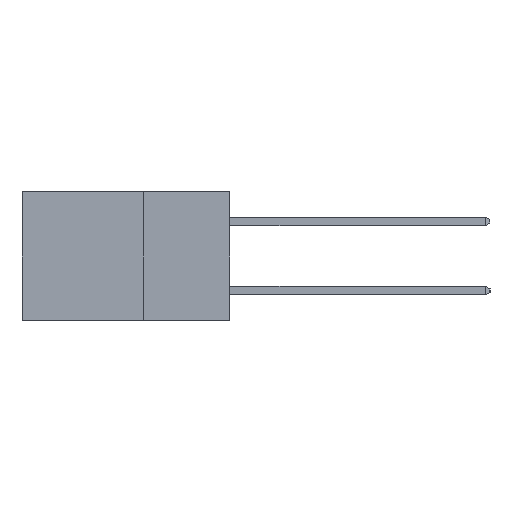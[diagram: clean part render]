
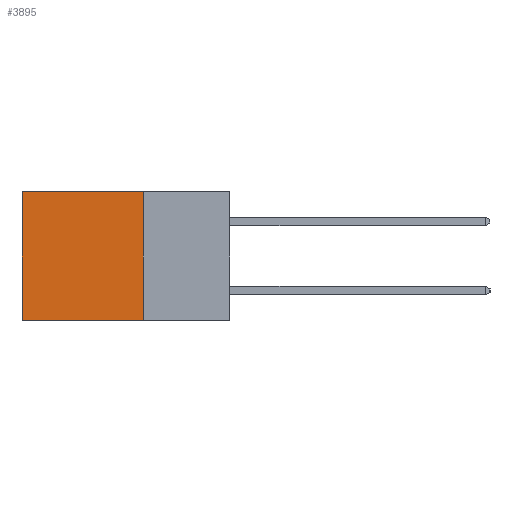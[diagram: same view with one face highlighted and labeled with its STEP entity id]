
A CAD part, left-side view. The second image highlights one B-rep face of the part: STEP entity #3895.
In plain terms, the highlighted planar face has unit normal (-1, 0, 0).
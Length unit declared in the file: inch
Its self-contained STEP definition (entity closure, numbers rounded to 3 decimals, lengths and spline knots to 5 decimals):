
#1218 = EDGE_CURVE ( 'NONE', #6639, #14670, #4264, .T. ) ;
#2501 = DIRECTION ( 'NONE',  ( 0., 0., -1. ) ) ;
#2562 = DIRECTION ( 'NONE',  ( 1., 0., 0. ) ) ;
#2635 = CARTESIAN_POINT ( 'NONE',  ( 0.2615, 0.25, -0.37 ) ) ;
#2661 = PLANE ( 'NONE',  #7559 ) ;
#2921 = CARTESIAN_POINT ( 'NONE',  ( 0.2615, 0.25, 0. ) ) ;
#3084 = FACE_OUTER_BOUND ( 'NONE', #13000, .T. ) ;
#3199 = DIRECTION ( 'NONE',  ( 0., 0., -1. ) ) ;
#3725 = VECTOR ( 'NONE', #9716, 39.37008 ) ;
#3895 = ADVANCED_FACE ( 'NONE', ( #3084 ), #2661, .F. ) ;
#4264 = LINE ( 'NONE', #8180, #3725 ) ;
#4575 = EDGE_CURVE ( 'NONE', #11756, #16674, #15397, .T. ) ;
#4677 = CARTESIAN_POINT ( 'NONE',  ( 0.2615, 0.25, -0.37 ) ) ;
#6198 = ORIENTED_EDGE ( 'NONE', *, *, #1218, .T. ) ;
#6218 = VECTOR ( 'NONE', #7847, 39.37008 ) ;
#6639 = VERTEX_POINT ( 'NONE', #8573 ) ;
#7160 = VECTOR ( 'NONE', #3199, 39.37008 ) ;
#7559 = AXIS2_PLACEMENT_3D ( 'NONE', #2635, #2562, #2501 ) ;
#7847 = DIRECTION ( 'NONE',  ( 0., 1., 0. ) ) ;
#8065 = ORIENTED_EDGE ( 'NONE', *, *, #17259, .T. ) ;
#8180 = CARTESIAN_POINT ( 'NONE',  ( 0.2615, 0.6, -0.37 ) ) ;
#8573 = CARTESIAN_POINT ( 'NONE',  ( 0.2615, 0.6, 0. ) ) ;
#9716 = DIRECTION ( 'NONE',  ( 0., 0., -1. ) ) ;
#10657 = LINE ( 'NONE', #17914, #14258 ) ;
#11142 = EDGE_CURVE ( 'NONE', #16674, #14670, #10657, .T. ) ;
#11756 = VERTEX_POINT ( 'NONE', #17768 ) ;
#12917 = ORIENTED_EDGE ( 'NONE', *, *, #11142, .F. ) ;
#13000 = EDGE_LOOP ( 'NONE', ( #6198, #12917, #18299, #8065 ) ) ;
#13020 = CARTESIAN_POINT ( 'NONE',  ( 0.2615, 0.6, -0.37 ) ) ;
#13602 = LINE ( 'NONE', #2921, #6218 ) ;
#14258 = VECTOR ( 'NONE', #19370, 39.37008 ) ;
#14670 = VERTEX_POINT ( 'NONE', #13020 ) ;
#15397 = LINE ( 'NONE', #4677, #7160 ) ;
#16674 = VERTEX_POINT ( 'NONE', #17158 ) ;
#17158 = CARTESIAN_POINT ( 'NONE',  ( 0.2615, 0.25, -0.37 ) ) ;
#17259 = EDGE_CURVE ( 'NONE', #11756, #6639, #13602, .T. ) ;
#17768 = CARTESIAN_POINT ( 'NONE',  ( 0.2615, 0.25, 0. ) ) ;
#17914 = CARTESIAN_POINT ( 'NONE',  ( 0.2615, 0.25, -0.37 ) ) ;
#18299 = ORIENTED_EDGE ( 'NONE', *, *, #4575, .F. ) ;
#19370 = DIRECTION ( 'NONE',  ( 0., 1., 0. ) ) ;
